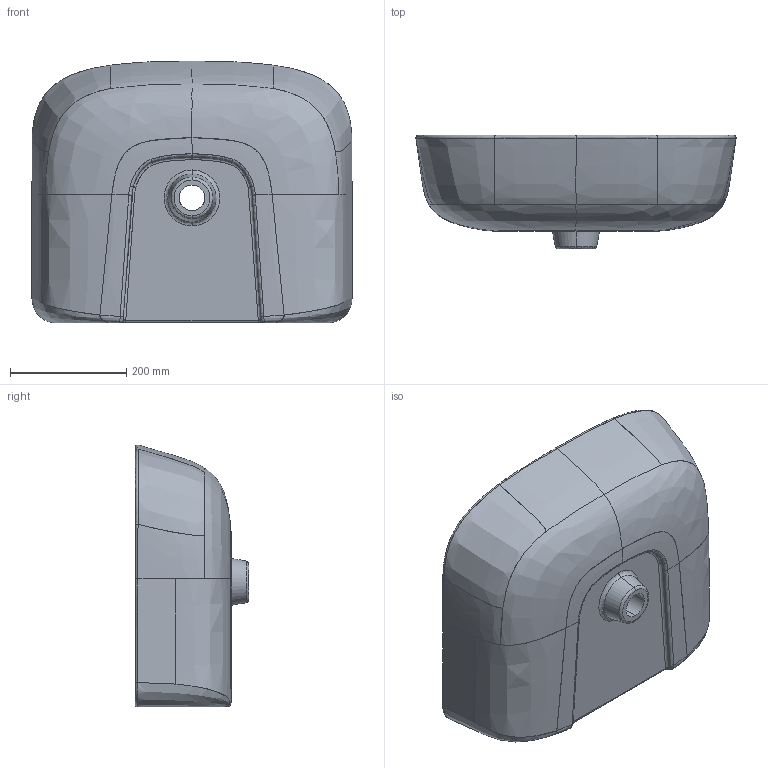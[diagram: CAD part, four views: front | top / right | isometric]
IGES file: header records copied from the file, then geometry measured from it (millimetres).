
Start section:  PTC IGES file: Loven_WH_Basin_040223.igs
Global section: file name: Loven_WH_Basin_040223.igs; native system: Creo Parametric by PTC Inc.; preprocessor: 2020053; author: 10126080; organization: Unknown; date: 20230204.105126; units: millimetre
Bounding box: 550.14 x 195.04 x 450.19 mm (x, y, z)
Surface area: 775293.9 mm2 (no closed solid volume)
Topology: 0 solids, 0 shells, 135 faces, 670 edges, 668 vertices
Faces by surface type: bspline 117, extrusion 9, revolution 9
